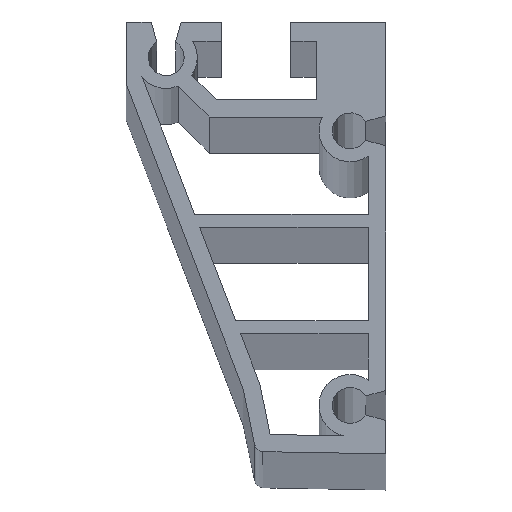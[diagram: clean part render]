
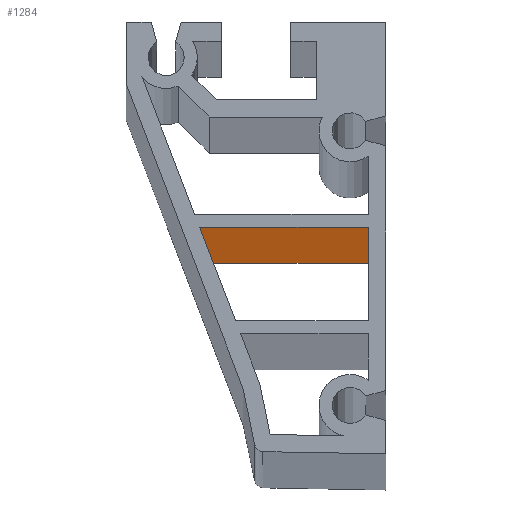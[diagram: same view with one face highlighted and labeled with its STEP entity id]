
A CAD part, top view. The second image highlights one B-rep face of the part: STEP entity #1284.
In plain terms, the highlighted planar face has unit normal (0, -1, 0).
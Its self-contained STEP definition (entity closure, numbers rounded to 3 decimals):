
#88 = VECTOR ( 'NONE', #1454, 1000. ) ;
#185 = DIRECTION ( 'NONE',  ( 0., 0., -1. ) ) ;
#238 = LINE ( 'NONE', #312, #1175 ) ;
#261 = EDGE_CURVE ( 'NONE', #531, #529, #1577, .T. ) ;
#262 = LINE ( 'NONE', #1760, #88 ) ;
#312 = CARTESIAN_POINT ( 'NONE',  ( 13., -23.75, 0. ) ) ;
#406 = DIRECTION ( 'NONE',  ( 1., 0., 0. ) ) ;
#417 = VERTEX_POINT ( 'NONE', #844 ) ;
#419 = EDGE_LOOP ( 'NONE', ( #1738, #625, #1021, #1489 ) ) ;
#466 = CARTESIAN_POINT ( 'NONE',  ( 13., -23.75, 0. ) ) ;
#529 = VERTEX_POINT ( 'NONE', #466 ) ;
#531 = VERTEX_POINT ( 'NONE', #613 ) ;
#552 = VECTOR ( 'NONE', #646, 1000. ) ;
#600 = EDGE_CURVE ( 'NONE', #1630, #417, #262, .T. ) ;
#613 = CARTESIAN_POINT ( 'NONE',  ( -6.528, -23.75, 0. ) ) ;
#625 = ORIENTED_EDGE ( 'NONE', *, *, #1670, .F. ) ;
#646 = DIRECTION ( 'NONE',  ( 0., 0., -1. ) ) ;
#721 = LINE ( 'NONE', #1476, #552 ) ;
#838 = VECTOR ( 'NONE', #406, 1000. ) ;
#844 = CARTESIAN_POINT ( 'NONE',  ( 13., -23.75, 2400. ) ) ;
#1021 = ORIENTED_EDGE ( 'NONE', *, *, #600, .F. ) ;
#1100 = EDGE_CURVE ( 'NONE', #1630, #531, #721, .T. ) ;
#1175 = VECTOR ( 'NONE', #1359, 1000. ) ;
#1237 = CARTESIAN_POINT ( 'NONE',  ( 2.797, -23.75, 0. ) ) ;
#1284 = ADVANCED_FACE ( 'NONE', ( #1326 ), #1563, .T. ) ;
#1288 = DIRECTION ( 'NONE',  ( 0., -1., 0. ) ) ;
#1326 = FACE_OUTER_BOUND ( 'NONE', #419, .T. ) ;
#1359 = DIRECTION ( 'NONE',  ( 0., 0., -1. ) ) ;
#1372 = CARTESIAN_POINT ( 'NONE',  ( -6.528, -23.75, 2400. ) ) ;
#1405 = CARTESIAN_POINT ( 'NONE',  ( 3.236, -23.75, 0. ) ) ;
#1454 = DIRECTION ( 'NONE',  ( 1., 0., 0. ) ) ;
#1476 = CARTESIAN_POINT ( 'NONE',  ( -6.528, -23.75, 0. ) ) ;
#1489 = ORIENTED_EDGE ( 'NONE', *, *, #1100, .T. ) ;
#1563 = PLANE ( 'NONE',  #1725 ) ;
#1577 = LINE ( 'NONE', #1237, #838 ) ;
#1630 = VERTEX_POINT ( 'NONE', #1372 ) ;
#1670 = EDGE_CURVE ( 'NONE', #417, #529, #238, .T. ) ;
#1725 = AXIS2_PLACEMENT_3D ( 'NONE', #1405, #1288, #185 ) ;
#1738 = ORIENTED_EDGE ( 'NONE', *, *, #261, .T. ) ;
#1760 = CARTESIAN_POINT ( 'NONE',  ( 2.797, -23.75, 2400. ) ) ;
